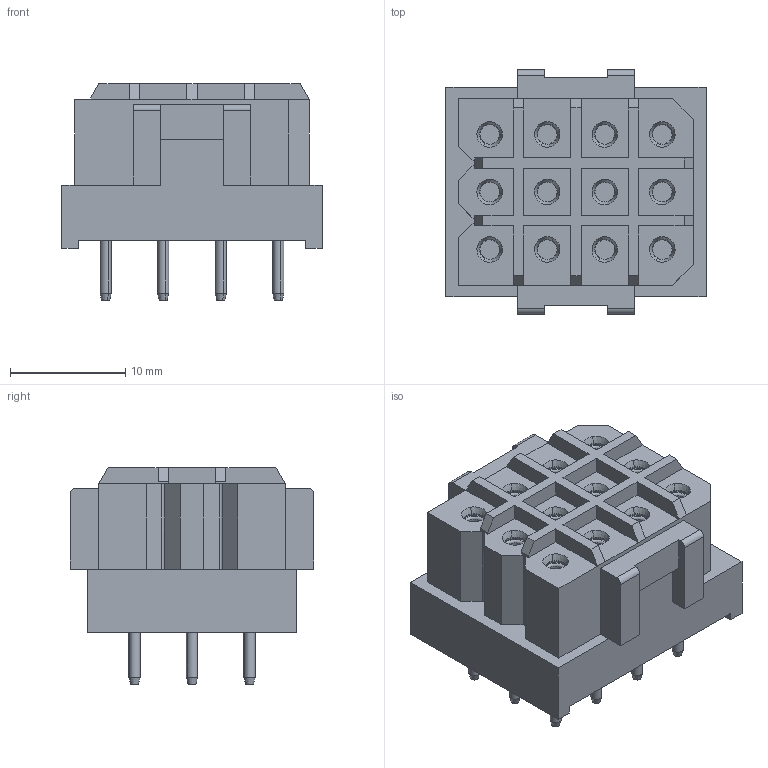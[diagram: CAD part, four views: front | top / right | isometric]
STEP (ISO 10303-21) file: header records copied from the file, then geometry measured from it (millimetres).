
FILE_DESCRIPTION(('CATIA V5 STEP Exchange','CAx-IF Rec.Pracs.--- Model Styling and Organization---1.4--- 2014-01-23'),'2;1');
FILE_NAME ('D1489199_0_1416200000_1416200000.stp','2021-06-09T08:58:59+00:00',('none'),('Weidmueller'),'CATIA Version 5-6 Release 2016 SP3 HF44','CATIA V5 STEP AP214','none');
FILE_SCHEMA(('AUTOMOTIVE_DESIGN { 1 0 10303 214 1 1 1 1 }'));
Length unit declared in the file: millimetre
Products named in the file (1): 1416200000
Bounding box: 22.6 x 21.2 x 18.8 mm (x, y, z)
Volume: 4474.3 mm3; surface area: 5265.3 mm2
Topology: 13 solids, 13 shells, 494 faces, 1112 edges, 694 vertices
Faces by surface type: plane 176, cylinder 174, cone 96, torus 48
Entity records: 13642 total; most frequent: CARTESIAN_POINT 2404, ORIENTED_EDGE 2224, DIRECTION 1943, EDGE_CURVE 1112, AXIS2_PLACEMENT_3D 924, VERTEX_POINT 694, VECTOR 594, LINE 594
